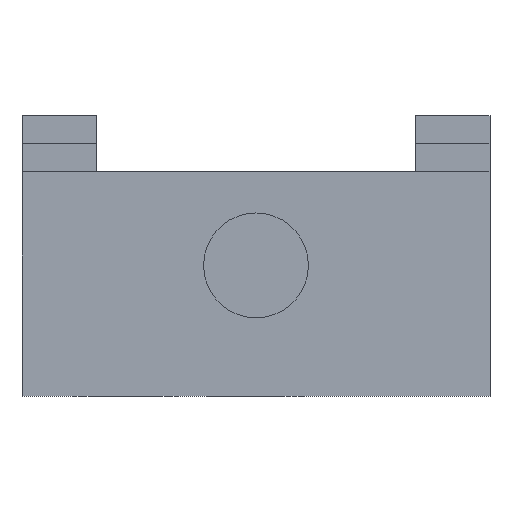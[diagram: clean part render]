
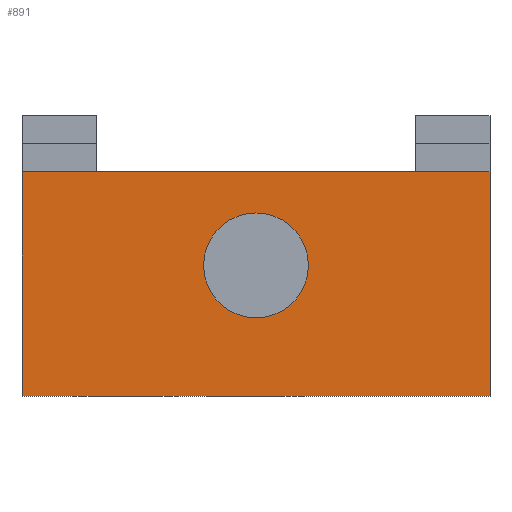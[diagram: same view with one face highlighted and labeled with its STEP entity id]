
A CAD part, front view. The second image highlights one B-rep face of the part: STEP entity #891.
In plain terms, the highlighted planar face has unit normal (0, -1, 0).
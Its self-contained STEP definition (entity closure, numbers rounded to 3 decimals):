
#19=FACE_BOUND('',#126,.T.);
#39=PLANE('',#967);
#75=FACE_OUTER_BOUND('',#125,.T.);
#125=EDGE_LOOP('',(#682,#683,#684,#685));
#126=EDGE_LOOP('',(#686));
#209=LINE('',#1387,#306);
#211=LINE('',#1391,#308);
#212=LINE('',#1393,#309);
#213=LINE('',#1394,#310);
#306=VECTOR('',#1114,10.);
#308=VECTOR('',#1118,10.);
#309=VECTOR('',#1119,10.);
#310=VECTOR('',#1120,10.);
#367=CIRCLE('',#968,2.8);
#429=VERTEX_POINT('',#1384);
#430=VERTEX_POINT('',#1386);
#431=VERTEX_POINT('',#1390);
#432=VERTEX_POINT('',#1392);
#433=VERTEX_POINT('',#1395);
#527=EDGE_CURVE('',#430,#429,#209,.T.);
#529=EDGE_CURVE('',#429,#431,#211,.T.);
#530=EDGE_CURVE('',#431,#432,#212,.T.);
#531=EDGE_CURVE('',#432,#430,#213,.T.);
#532=EDGE_CURVE('',#433,#433,#367,.T.);
#682=ORIENTED_EDGE('',*,*,#527,.T.);
#683=ORIENTED_EDGE('',*,*,#529,.T.);
#684=ORIENTED_EDGE('',*,*,#530,.T.);
#685=ORIENTED_EDGE('',*,*,#531,.T.);
#686=ORIENTED_EDGE('',*,*,#532,.T.);
#891=ADVANCED_FACE('',(#75,#19),#39,.T.);
#967=AXIS2_PLACEMENT_3D('',#1389,#1116,#1117);
#968=AXIS2_PLACEMENT_3D('',#1396,#1121,#1122);
#1114=DIRECTION('',(-1.,0.,0.));
#1116=DIRECTION('center_axis',(0.,-1.,0.));
#1117=DIRECTION('ref_axis',(0.,0.,-1.));
#1118=DIRECTION('',(0.,0.,-1.));
#1119=DIRECTION('',(1.,0.,0.));
#1120=DIRECTION('',(0.,0.,1.));
#1121=DIRECTION('center_axis',(0.,1.,0.));
#1122=DIRECTION('ref_axis',(-1.,0.,0.));
#1384=CARTESIAN_POINT('',(-12.5,-24.,12.));
#1386=CARTESIAN_POINT('',(12.5,-24.,12.));
#1387=CARTESIAN_POINT('',(12.5,-24.,12.));
#1389=CARTESIAN_POINT('Origin',(0.,-24.,6.));
#1390=CARTESIAN_POINT('',(-12.5,-24.,0.));
#1391=CARTESIAN_POINT('',(-12.5,-24.,12.));
#1392=CARTESIAN_POINT('',(12.5,-24.,0.));
#1393=CARTESIAN_POINT('',(-12.5,-24.,0.));
#1394=CARTESIAN_POINT('',(12.5,-24.,0.));
#1395=CARTESIAN_POINT('',(-2.8,-24.,7.));
#1396=CARTESIAN_POINT('Origin',(0.,-24.,7.));
